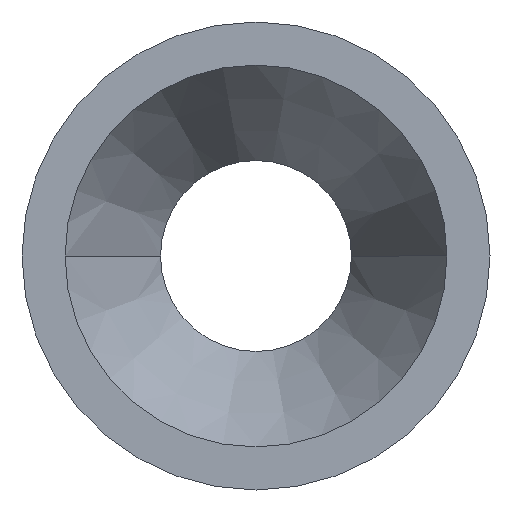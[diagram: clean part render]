
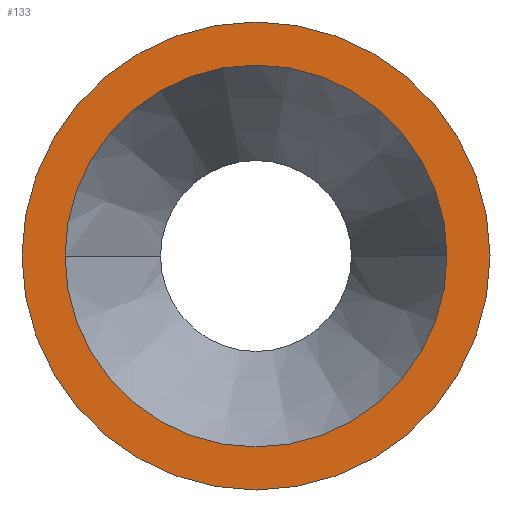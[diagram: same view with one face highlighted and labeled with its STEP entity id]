
A CAD part, left-side view. The second image highlights one B-rep face of the part: STEP entity #133.
In plain terms, the highlighted planar face has unit normal (-1, 0, 0).
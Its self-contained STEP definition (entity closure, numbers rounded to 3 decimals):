
#83 = EDGE_CURVE( '', #91, #159, #217, .T. );
#91 = VERTEX_POINT( '', #225 );
#109 = EDGE_CURVE( '', #135, #169, #245, .T. );
#133 = ADVANCED_FACE( '', ( #270, #271 ), #272, .T. );
#135 = VERTEX_POINT( '', #274 );
#159 = VERTEX_POINT( '', #301 );
#169 = VERTEX_POINT( '', #314 );
#175 = EDGE_CURVE( '', #169, #135, #322, .T. );
#181 = EDGE_CURVE( '', #159, #91, #328, .T. );
#217 = CIRCLE( '', #358, 20.4 );
#225 = CARTESIAN_POINT( '', ( 0., 20.4, 0. ) );
#245 = CIRCLE( '', #396, 25. );
#270 = FACE_BOUND( '', #434, .T. );
#271 = FACE_OUTER_BOUND( '', #435, .T. );
#272 = PLANE( '', #436 );
#274 = CARTESIAN_POINT( '', ( 0., 25., 0. ) );
#301 = CARTESIAN_POINT( '', ( 0., -20.4, 0. ) );
#314 = CARTESIAN_POINT( '', ( 0., -25., 0. ) );
#322 = CIRCLE( '', #495, 25. );
#328 = CIRCLE( '', #503, 20.4 );
#358 = AXIS2_PLACEMENT_3D( '', #530, #531, #532 );
#396 = AXIS2_PLACEMENT_3D( '', #561, #562, #563 );
#434 = EDGE_LOOP( '', ( #592, #593 ) );
#435 = EDGE_LOOP( '', ( #594, #595 ) );
#436 = AXIS2_PLACEMENT_3D( '', #596, #597, #598 );
#495 = AXIS2_PLACEMENT_3D( '', #664, #665, #666 );
#503 = AXIS2_PLACEMENT_3D( '', #669, #670, #671 );
#530 = CARTESIAN_POINT( '', ( 0., 0., 0. ) );
#531 = DIRECTION( '', ( -1., 0., 0. ) );
#532 = DIRECTION( '', ( 0., 1., 0. ) );
#561 = CARTESIAN_POINT( '', ( 0., 0., 0. ) );
#562 = DIRECTION( '', ( -1., 0., 0. ) );
#563 = DIRECTION( '', ( 0., 1., 0. ) );
#592 = ORIENTED_EDGE( '', *, *, #83, .F. );
#593 = ORIENTED_EDGE( '', *, *, #181, .F. );
#594 = ORIENTED_EDGE( '', *, *, #109, .T. );
#595 = ORIENTED_EDGE( '', *, *, #175, .T. );
#596 = CARTESIAN_POINT( '', ( 0., 22.7, 0. ) );
#597 = DIRECTION( '', ( -1., 0., 0. ) );
#598 = DIRECTION( '', ( 0., 1., 0. ) );
#664 = CARTESIAN_POINT( '', ( 0., 0., 0. ) );
#665 = DIRECTION( '', ( -1., 0., 0. ) );
#666 = DIRECTION( '', ( 0., 1., 0. ) );
#669 = CARTESIAN_POINT( '', ( 0., 0., 0. ) );
#670 = DIRECTION( '', ( -1., 0., 0. ) );
#671 = DIRECTION( '', ( 0., 1., 0. ) );
